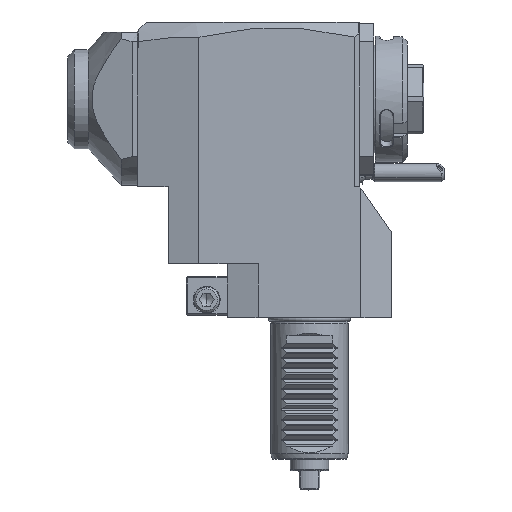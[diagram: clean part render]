
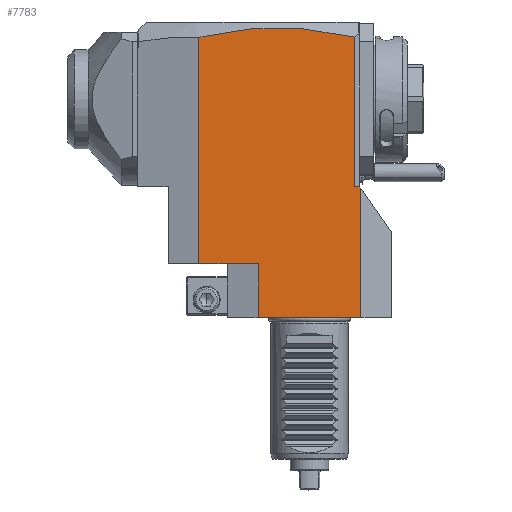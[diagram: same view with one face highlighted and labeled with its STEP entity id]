
A CAD part, top view. The second image highlights one B-rep face of the part: STEP entity #7783.
In plain terms, the highlighted planar face has unit normal (0, 0, 1).
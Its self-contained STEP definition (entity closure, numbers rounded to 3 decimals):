
#21=DIRECTION('',(0.,-1.,0.));
#22=VECTOR('',#21,88.092);
#23=CARTESIAN_POINT('',(-20.,58.092,32.));
#24=LINE('',#23,#22);
#39=CARTESIAN_POINT('',(40.5,58.133,32.));
#40=CARTESIAN_POINT('',(35.458,59.345,32.));
#41=CARTESIAN_POINT('',(25.373,61.145,32.));
#42=CARTESIAN_POINT('',(10.247,62.032,32.));
#43=CARTESIAN_POINT('',(-4.877,61.124,32.));
#44=CARTESIAN_POINT('',(-14.959,59.311,32.));
#45=CARTESIAN_POINT('',(-20.,58.092,32.));
#47=DIRECTION('',(-0.574,0.819,0.));
#48=VECTOR('',#47,0.872);
#49=CARTESIAN_POINT('',(43.,-0.714,32.));
#50=LINE('',#49,#48);
#51=DIRECTION('',(0.,1.,0.));
#52=VECTOR('',#51,50.286);
#53=CARTESIAN_POINT('',(43.,-51.,32.));
#54=LINE('',#53,#52);
#127=DIRECTION('',(1.,0.,0.));
#128=VECTOR('',#127,23.);
#129=CARTESIAN_POINT('',(-20.,-30.,32.));
#130=LINE('',#129,#128);
#901=DIRECTION('',(0.,1.,0.));
#902=VECTOR('',#901,58.133);
#903=CARTESIAN_POINT('',(40.5,0.,32.));
#904=LINE('',#903,#902);
#914=DIRECTION('',(-1.,0.,0.));
#915=VECTOR('',#914,2.);
#916=CARTESIAN_POINT('',(42.5,0.,32.));
#917=LINE('',#916,#915);
#3371=DIRECTION('',(0.,-1.,0.));
#3372=VECTOR('',#3371,21.);
#3373=CARTESIAN_POINT('',(3.,-30.,32.));
#3374=LINE('',#3373,#3372);
#3379=DIRECTION('',(-1.,0.,0.));
#3380=VECTOR('',#3379,40.);
#3381=CARTESIAN_POINT('',(43.,-51.,32.));
#3382=LINE('',#3381,#3380);
#6715=VERTEX_POINT('',#39);
#6716=VERTEX_POINT('',#45);
#7486=CARTESIAN_POINT('',(43.,-51.,32.));
#7487=CARTESIAN_POINT('',(3.,-51.,32.));
#7488=VERTEX_POINT('',#7486);
#7489=VERTEX_POINT('',#7487);
#7538=CARTESIAN_POINT('',(-20.,-30.,32.));
#7540=VERTEX_POINT('',#7538);
#7546=CARTESIAN_POINT('',(43.,-0.714,32.));
#7547=CARTESIAN_POINT('',(42.5,0.,32.));
#7548=VERTEX_POINT('',#7546);
#7549=VERTEX_POINT('',#7547);
#7678=CARTESIAN_POINT('',(40.5,0.,32.));
#7679=VERTEX_POINT('',#7678);
#7700=CARTESIAN_POINT('',(3.,-30.,32.));
#7701=VERTEX_POINT('',#7700);
#7759=CARTESIAN_POINT('',(-44.,0.,32.));
#7760=DIRECTION('',(0.,0.,1.));
#7761=DIRECTION('',(1.,0.,0.));
#7762=AXIS2_PLACEMENT_3D('',#7759,#7760,#7761);
#7763=PLANE('',#7762);
#7765=ORIENTED_EDGE('',*,*,#7764,.F.);
#7767=ORIENTED_EDGE('',*,*,#7766,.T.);
#7769=ORIENTED_EDGE('',*,*,#7768,.F.);
#7771=ORIENTED_EDGE('',*,*,#7770,.F.);
#7772=ORIENTED_EDGE('',*,*,#7742,.F.);
#7774=ORIENTED_EDGE('',*,*,#7773,.F.);
#7776=ORIENTED_EDGE('',*,*,#7775,.F.);
#7778=ORIENTED_EDGE('',*,*,#7777,.F.);
#7780=ORIENTED_EDGE('',*,*,#7779,.F.);
#7781=EDGE_LOOP('',(#7765,#7767,#7769,#7771,#7772,#7774,#7776,#7778,#7780));
#7782=FACE_OUTER_BOUND('',#7781,.F.);
#46=B_SPLINE_CURVE_WITH_KNOTS('',3,(#39,#40,#41,#42,#43,#44,#45),.UNSPECIFIED.,
.F.,.F.,(4,1,1,1,4),(0.,0.25,0.5,0.75,1.),.UNSPECIFIED.);
#7742=EDGE_CURVE('',#6716,#7540,#24,.T.);
#7764=EDGE_CURVE('',#7488,#7548,#54,.T.);
#7766=EDGE_CURVE('',#7488,#7489,#3382,.T.);
#7768=EDGE_CURVE('',#7701,#7489,#3374,.T.);
#7770=EDGE_CURVE('',#7540,#7701,#130,.T.);
#7773=EDGE_CURVE('',#6715,#6716,#46,.T.);
#7775=EDGE_CURVE('',#7679,#6715,#904,.T.);
#7777=EDGE_CURVE('',#7549,#7679,#917,.T.);
#7779=EDGE_CURVE('',#7548,#7549,#50,.T.);
#7783=ADVANCED_FACE('',(#7782),#7763,.T.);
